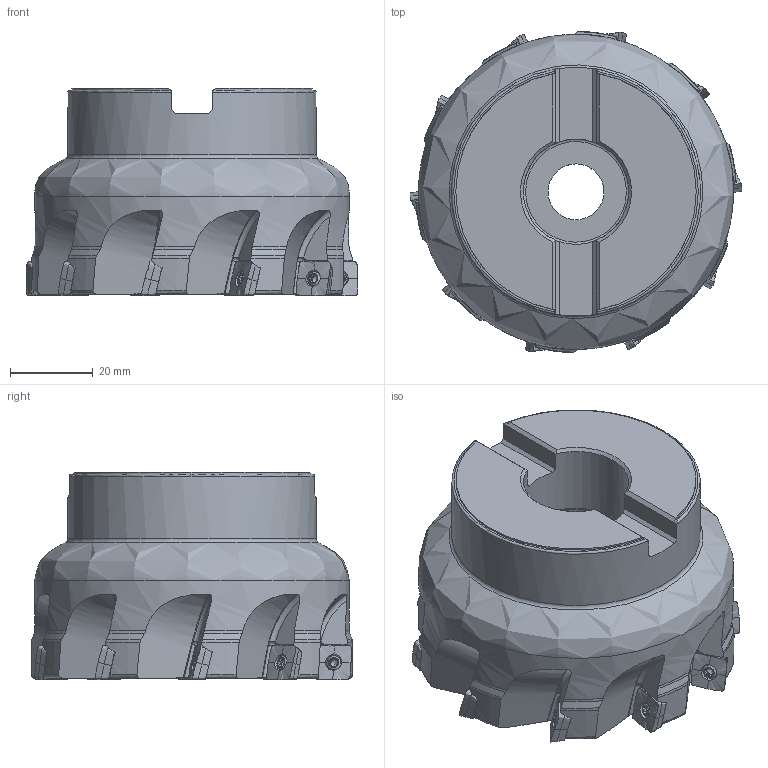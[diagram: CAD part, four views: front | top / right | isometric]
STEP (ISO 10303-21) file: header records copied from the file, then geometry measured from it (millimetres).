
FILE_DESCRIPTION(/* description */ (''),/* implementation_level */ '2;1');
FILE_NAME(/* name */ 'toolassembly_1.stp',/* time_stamp */ '2018-06-25T15:43:24+02:00',/* author */ (''),/* organization */ ('SMS'),/* preprocessor_version */ 'ST-DEVELOPER v15',/* originating_system */ 'SIEMENS PLM Software NX 8.5',/* authorisation */ '');
FILE_SCHEMA (('AUTOMOTIVE_DESIGN { 1 0 10303 214 3 1 1 1 }'));
Products named in the file (4): ASSEMBLY_CONSTRUCTION; CUT_20180625154256; NOCUT_20180625154250; TOOLASSEMBLY_1
Assembly tree (12 placements, depth 2):
  TOOLASSEMBLY_1
    NOCUT_20180625154250
    CUT_20180625154256  x10
    ASSEMBLY_CONSTRUCTION
Bounding box: 80.01 x 77.48 x 50 mm (x, y, z)
Volume: 150680.7 mm3; surface area: 26488.1 mm2
Topology: 11 solids, 11 shells, 874 faces, 2473 edges, 1645 vertices
Faces by surface type: plane 331, bspline 140, extrusion 120, cone 115, torus 89, cylinder 58, sphere 20, revolution 1
Full cylindrical faces by diameter (mm): 2.5 x10, 2.8 x10, 3.45 x10, 13.5 x1, 25.41 x1, 25.9 x1, 34 x1, 60 x1, 76 x1
Entity records: 41044 total; most frequent: CARTESIAN_POINT 24518, ORIENTED_EDGE 3478, DIRECTION 3207, EDGE_CURVE 1739, AXIS2_PLACEMENT_3D 1314, VERTEX_POINT 1159, EDGE_LOOP 780, ADVANCED_FACE 685
